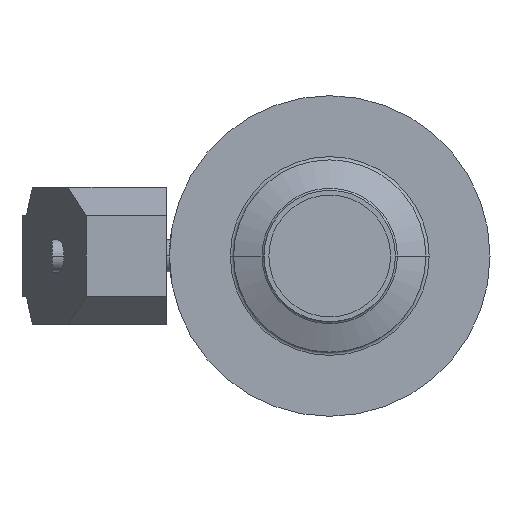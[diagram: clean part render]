
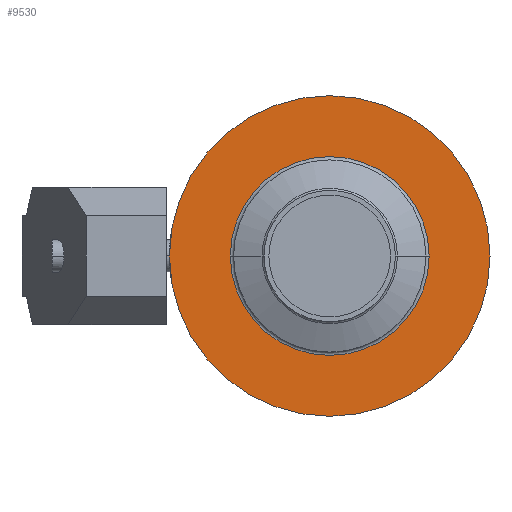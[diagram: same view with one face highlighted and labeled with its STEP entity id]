
A CAD part, left-side view. The second image highlights one B-rep face of the part: STEP entity #9530.
In plain terms, the highlighted planar face has unit normal (-1, 0, 0).
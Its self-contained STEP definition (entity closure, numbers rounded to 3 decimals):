
#9180=CARTESIAN_POINT('',(-83.686,56.962,0.));
#9190=DIRECTION('',(1.,0.,0.));
#9200=DIRECTION('',(0.,-1.,0.));
#9210=AXIS2_PLACEMENT_3D('',#9180,#9190,#9200);
#9220=PLANE('',#9210);
#9230=CARTESIAN_POINT('',(-83.686,9.312,0.));
#9240=DIRECTION('',(1.,0.,0.));
#9250=DIRECTION('',(0.,1.,0.));
#9260=AXIS2_PLACEMENT_3D('',#9230,#9240,#9250);
#9270=CIRCLE('',#9260,31.);
#9280=CARTESIAN_POINT('',(-83.686,40.312,0.));
#9290=VERTEX_POINT('',#9280);
#9300=CARTESIAN_POINT('',(-83.686,-21.688,0.));
#9310=VERTEX_POINT('',#9300);
#9320=EDGE_CURVE('',#9290,#9310,#9270,.T.);
#9330=ORIENTED_EDGE('',*,*,#9320,.T.);
#9340=EDGE_CURVE('',#9310,#9290,#9270,.T.);
#9350=ORIENTED_EDGE('',*,*,#9340,.T.);
#9360=EDGE_LOOP('',(#9350,#9330));
#9370=FACE_BOUND('',#9360,.T.);
#9380=CARTESIAN_POINT('',(-83.686,9.312,0.));
#9390=DIRECTION('',(1.,0.,0.));
#9400=DIRECTION('',(0.,1.,0.));
#9410=AXIS2_PLACEMENT_3D('',#9380,#9390,#9400);
#9420=CIRCLE('',#9410,50.);
#9430=CARTESIAN_POINT('',(-83.686,59.312,
0.));
#9440=VERTEX_POINT('',#9430);
#9450=CARTESIAN_POINT('',(-83.686,-40.688,0.));
#9460=VERTEX_POINT('',#9450);
#9470=EDGE_CURVE('',#9440,#9460,#9420,.T.);
#9480=ORIENTED_EDGE('',*,*,#9470,.F.);
#9490=EDGE_CURVE('',#9460,#9440,#9420,.T.);
#9500=ORIENTED_EDGE('',*,*,#9490,.F.);
#9510=EDGE_LOOP('',(#9500,#9480));
#9520=FACE_OUTER_BOUND('',#9510,.T.);
#9530=ADVANCED_FACE('',(#9370,#9520),#9220,.F.);
